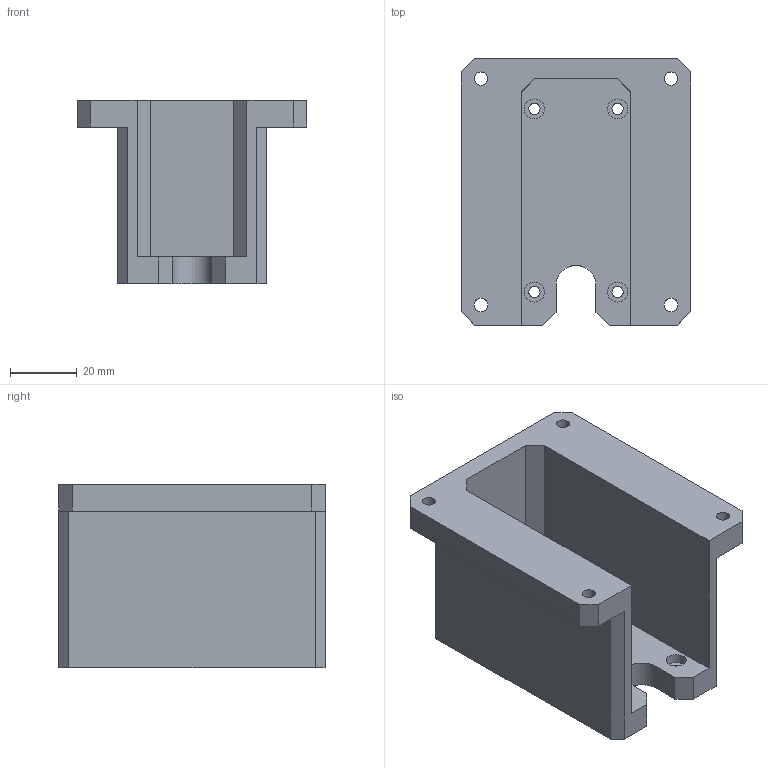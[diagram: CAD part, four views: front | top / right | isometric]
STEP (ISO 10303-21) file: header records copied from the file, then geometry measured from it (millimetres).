
FILE_DESCRIPTION(/* description */ (''),/* implementation_level */ '2;1');
FILE_NAME(/* name */ 'Hang-Mount.stp',/* time_stamp */ '2024-11-07T16:33:37-05:00',/* author */ ('dverd'),/* organization */ (''),/* preprocessor_version */ 'ST-DEVELOPER v19.2',/* originating_system */ 'Autodesk Inventor 2023',/* authorisation */ '');
FILE_SCHEMA (('AUTOMOTIVE_DESIGN { 1 0 10303 214 3 1 1 }'));
Length unit declared in the file: millimetre
Products named in the file (1): Wall_Top mount
Bounding box: 69 x 80 x 55 mm (x, y, z)
Volume: 95580.6 mm3; surface area: 31885.4 mm2
Topology: 1 solids, 1 shells, 46 faces, 120 edges, 80 vertices
Faces by surface type: plane 33, cylinder 13
Full cylindrical faces by diameter (mm): 3.4 x4, 4 x4, 6 x4
Entity records: 1485 total; most frequent: CARTESIAN_POINT 247, ORIENTED_EDGE 240, DIRECTION 240, EDGE_CURVE 120, LINE 94, VECTOR 94, VERTEX_POINT 80, AXIS2_PLACEMENT_3D 73
